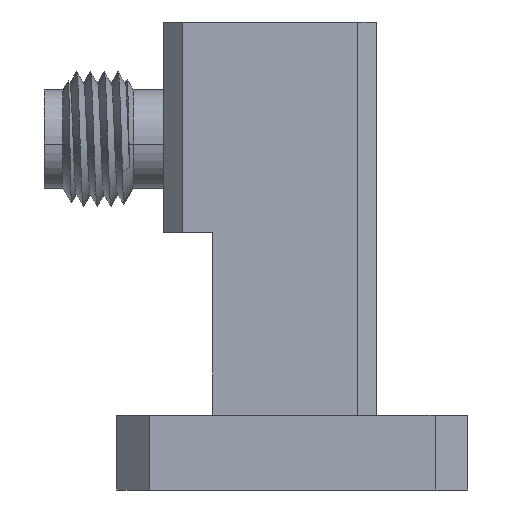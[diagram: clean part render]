
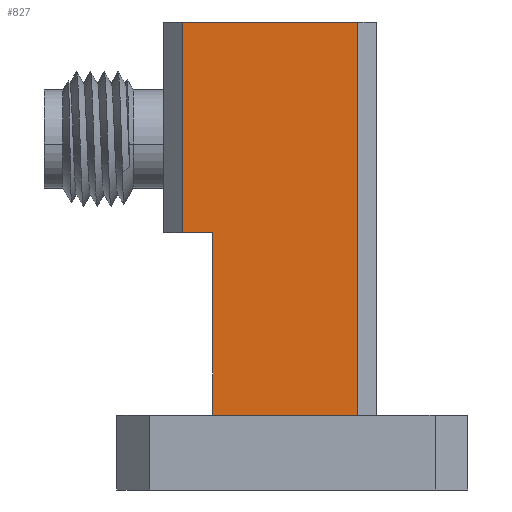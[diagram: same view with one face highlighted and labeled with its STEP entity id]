
A CAD part, left-side view. The second image highlights one B-rep face of the part: STEP entity #827.
In plain terms, the highlighted planar face has unit normal (-1, 0, 0).
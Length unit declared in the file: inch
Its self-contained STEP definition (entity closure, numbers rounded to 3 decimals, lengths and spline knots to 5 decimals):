
#7 = PLANE ( 'NONE',  #2480 ) ;
#18 = CARTESIAN_POINT ( 'NONE',  ( -0.44484, 0.89562, 1.53457 ) ) ;
#38 = VECTOR ( 'NONE', #1671, 39.37008 ) ;
#154 = EDGE_CURVE ( 'NONE', #2425, #2206, #1851, .T. ) ;
#197 = CARTESIAN_POINT ( 'NONE',  ( -0.44484, 0.85562, 1.53457 ) ) ;
#229 = DIRECTION ( 'NONE',  ( 0., 1., 0. ) ) ;
#270 = LINE ( 'NONE', #2694, #2872 ) ;
#297 = LINE ( 'NONE', #2572, #2900 ) ;
#319 = VERTEX_POINT ( 'NONE', #2653 ) ;
#428 = ORIENTED_EDGE ( 'NONE', *, *, #154, .F. ) ;
#498 = VECTOR ( 'NONE', #2151, 39.37008 ) ;
#669 = EDGE_CURVE ( 'NONE', #1901, #319, #1124, .T. ) ;
#730 = EDGE_CURVE ( 'NONE', #2425, #915, #1761, .T. ) ;
#827 = ADVANCED_FACE ( 'NONE', ( #1758 ), #7, .F. ) ;
#915 = VERTEX_POINT ( 'NONE', #2241 ) ;
#975 = DIRECTION ( 'NONE',  ( 1., 0., 0. ) ) ;
#990 = VERTEX_POINT ( 'NONE', #2046 ) ;
#1031 = CARTESIAN_POINT ( 'NONE',  ( -0.44484, 0.48062, 1.53457 ) ) ;
#1124 = LINE ( 'NONE', #2303, #498 ) ;
#1274 = EDGE_CURVE ( 'NONE', #1901, #990, #270, .T. ) ;
#1356 = ORIENTED_EDGE ( 'NONE', *, *, #1809, .T. ) ;
#1371 = LINE ( 'NONE', #1680, #38 ) ;
#1611 = DIRECTION ( 'NONE',  ( 0., 0., -1. ) ) ;
#1615 = EDGE_CURVE ( 'NONE', #990, #915, #297, .T. ) ;
#1618 = ORIENTED_EDGE ( 'NONE', *, *, #730, .T. ) ;
#1671 = DIRECTION ( 'NONE',  ( 0., 0., 1. ) ) ;
#1680 = CARTESIAN_POINT ( 'NONE',  ( -0.44484, 0.48062, 1.53457 ) ) ;
#1700 = ORIENTED_EDGE ( 'NONE', *, *, #1274, .F. ) ;
#1758 = FACE_OUTER_BOUND ( 'NONE', #2873, .T. ) ;
#1761 = LINE ( 'NONE', #2852, #2969 ) ;
#1809 = EDGE_CURVE ( 'NONE', #319, #2206, #1371, .T. ) ;
#1851 = LINE ( 'NONE', #2185, #1963 ) ;
#1897 = DIRECTION ( 'NONE',  ( 0., -1., 0. ) ) ;
#1901 = VERTEX_POINT ( 'NONE', #2442 ) ;
#1963 = VECTOR ( 'NONE', #1897, 39.37008 ) ;
#2046 = CARTESIAN_POINT ( 'NONE',  ( -0.44484, 0.79062, 1.08457 ) ) ;
#2136 = ORIENTED_EDGE ( 'NONE', *, *, #669, .T. ) ;
#2151 = DIRECTION ( 'NONE',  ( 0., -1., 0. ) ) ;
#2185 = CARTESIAN_POINT ( 'NONE',  ( -0.44484, 0.89562, 1.53457 ) ) ;
#2206 = VERTEX_POINT ( 'NONE', #1031 ) ;
#2241 = CARTESIAN_POINT ( 'NONE',  ( -0.44484, 0.85562, 1.08457 ) ) ;
#2303 = CARTESIAN_POINT ( 'NONE',  ( -0.44484, 0.89562, 0.69457 ) ) ;
#2425 = VERTEX_POINT ( 'NONE', #197 ) ;
#2442 = CARTESIAN_POINT ( 'NONE',  ( -0.44484, 0.79062, 0.69457 ) ) ;
#2480 = AXIS2_PLACEMENT_3D ( 'NONE', #18, #975, #229 ) ;
#2572 = CARTESIAN_POINT ( 'NONE',  ( -0.44484, 0.79062, 1.08457 ) ) ;
#2653 = CARTESIAN_POINT ( 'NONE',  ( -0.44484, 0.48062, 0.69457 ) ) ;
#2694 = CARTESIAN_POINT ( 'NONE',  ( -0.44484, 0.79062, 0.69457 ) ) ;
#2852 = CARTESIAN_POINT ( 'NONE',  ( -0.44484, 0.85562, 1.53457 ) ) ;
#2872 = VECTOR ( 'NONE', #2893, 39.37008 ) ;
#2873 = EDGE_LOOP ( 'NONE', ( #2136, #1356, #428, #1618, #2919, #1700 ) ) ;
#2893 = DIRECTION ( 'NONE',  ( 0., 0., 1. ) ) ;
#2900 = VECTOR ( 'NONE', #3057, 39.37008 ) ;
#2919 = ORIENTED_EDGE ( 'NONE', *, *, #1615, .F. ) ;
#2969 = VECTOR ( 'NONE', #1611, 39.37008 ) ;
#3057 = DIRECTION ( 'NONE',  ( 0., 1., 0. ) ) ;
